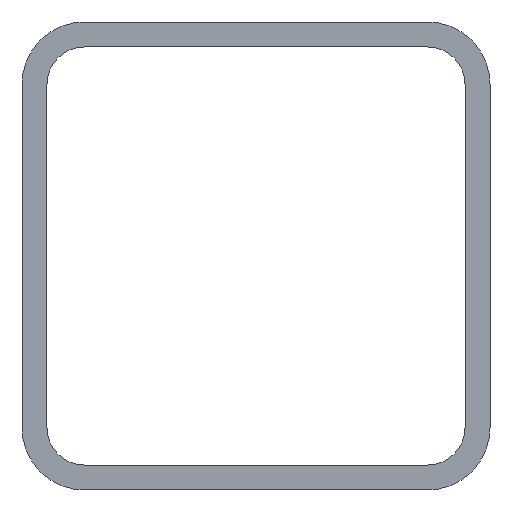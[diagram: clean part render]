
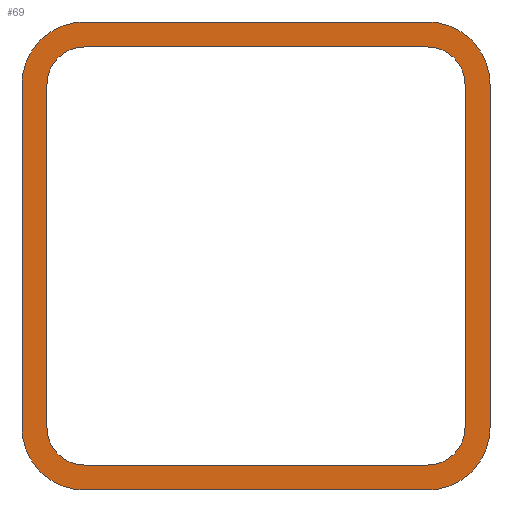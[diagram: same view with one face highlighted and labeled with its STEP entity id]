
A CAD part, left-side view. The second image highlights one B-rep face of the part: STEP entity #69.
In plain terms, the highlighted planar face has unit normal (-1, 0, 0).
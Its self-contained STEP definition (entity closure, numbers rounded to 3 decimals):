
#4 = VERTEX_POINT ( 'NONE', #621 ) ;
#5 = EDGE_CURVE ( 'NONE', #311, #4, #519, .T. ) ;
#7 = LINE ( 'NONE', #197, #392 ) ;
#8 = CIRCLE ( 'NONE', #561, 10. ) ;
#10 = ORIENTED_EDGE ( 'NONE', *, *, #343, .F. ) ;
#12 = CARTESIAN_POINT ( 'NONE',  ( -1680.5, 33.5, 27.5 ) ) ;
#20 = AXIS2_PLACEMENT_3D ( 'NONE', #387, #40, #138 ) ;
#37 = CARTESIAN_POINT ( 'NONE',  ( -1680.5, 37.5, -27.5 ) ) ;
#39 = ORIENTED_EDGE ( 'NONE', *, *, #369, .F. ) ;
#40 = DIRECTION ( 'NONE',  ( -1., 0., 0. ) ) ;
#45 = VERTEX_POINT ( 'NONE', #221 ) ;
#48 = AXIS2_PLACEMENT_3D ( 'NONE', #200, #546, #188 ) ;
#53 = VERTEX_POINT ( 'NONE', #68 ) ;
#67 = AXIS2_PLACEMENT_3D ( 'NONE', #553, #416, #225 ) ;
#68 = CARTESIAN_POINT ( 'NONE',  ( -1680.5, 37.5, -27.5 ) ) ;
#69 = ADVANCED_FACE ( 'NONE', ( #201, #554 ), #521, .F. ) ;
#79 = CARTESIAN_POINT ( 'NONE',  ( -1680.5, -37.5, -27.5 ) ) ;
#84 = CARTESIAN_POINT ( 'NONE',  ( -1680.5, -27.5, 33.5 ) ) ;
#87 = EDGE_LOOP ( 'NONE', ( #516, #10, #249, #39, #406, #377, #330, #401 ) ) ;
#91 = CIRCLE ( 'NONE', #48, 6. ) ;
#94 = EDGE_CURVE ( 'NONE', #332, #552, #7, .T. ) ;
#113 = CIRCLE ( 'NONE', #638, 6. ) ;
#114 = CIRCLE ( 'NONE', #407, 10. ) ;
#118 = VERTEX_POINT ( 'NONE', #272 ) ;
#127 = VERTEX_POINT ( 'NONE', #12 ) ;
#132 = AXIS2_PLACEMENT_3D ( 'NONE', #600, #241, #590 ) ;
#133 = ORIENTED_EDGE ( 'NONE', *, *, #453, .T. ) ;
#138 = DIRECTION ( 'NONE',  ( 0., 1., 0. ) ) ;
#139 = EDGE_CURVE ( 'NONE', #514, #294, #113, .T. ) ;
#151 = ORIENTED_EDGE ( 'NONE', *, *, #597, .T. ) ;
#154 = CARTESIAN_POINT ( 'NONE',  ( -1680.5, -27.5, 27.5 ) ) ;
#171 = CARTESIAN_POINT ( 'NONE',  ( -1680.5, -27.5, -37.5 ) ) ;
#182 = CARTESIAN_POINT ( 'NONE',  ( -1680.5, 33.5, -27.5 ) ) ;
#188 = DIRECTION ( 'NONE',  ( 0., 1., 0. ) ) ;
#190 = ORIENTED_EDGE ( 'NONE', *, *, #543, .T. ) ;
#191 = LINE ( 'NONE', #588, #641 ) ;
#197 = CARTESIAN_POINT ( 'NONE',  ( -1680.5, 27.5, -37.5 ) ) ;
#198 = VERTEX_POINT ( 'NONE', #281 ) ;
#200 = CARTESIAN_POINT ( 'NONE',  ( -1680.5, 27.5, 27.5 ) ) ;
#201 = FACE_OUTER_BOUND ( 'NONE', #511, .T. ) ;
#203 = CARTESIAN_POINT ( 'NONE',  ( -1680.5, -33.5, 27.5 ) ) ;
#219 = CARTESIAN_POINT ( 'NONE',  ( -1680.5, -27.5, 27.5 ) ) ;
#221 = CARTESIAN_POINT ( 'NONE',  ( -1680.5, 27.5, 33.5 ) ) ;
#225 = DIRECTION ( 'NONE',  ( 0., -1., 0. ) ) ;
#228 = VECTOR ( 'NONE', #293, 1000. ) ;
#232 = DIRECTION ( 'NONE',  ( 0., 0., 1. ) ) ;
#233 = ORIENTED_EDGE ( 'NONE', *, *, #338, .T. ) ;
#235 = CARTESIAN_POINT ( 'NONE',  ( -1680.5, -27.5, -27.5 ) ) ;
#236 = VECTOR ( 'NONE', #491, 1000. ) ;
#241 = DIRECTION ( 'NONE',  ( -1., 0., 0. ) ) ;
#242 = ORIENTED_EDGE ( 'NONE', *, *, #612, .T. ) ;
#247 = CARTESIAN_POINT ( 'NONE',  ( -1680.5, 27.5, -33.5 ) ) ;
#249 = ORIENTED_EDGE ( 'NONE', *, *, #472, .F. ) ;
#263 = DIRECTION ( 'NONE',  ( 0., 1., 0. ) ) ;
#270 = CIRCLE ( 'NONE', #20, 10. ) ;
#272 = CARTESIAN_POINT ( 'NONE',  ( -1680.5, -27.5, 37.5 ) ) ;
#273 = CARTESIAN_POINT ( 'NONE',  ( -1680.5, -27.5, -33.5 ) ) ;
#281 = CARTESIAN_POINT ( 'NONE',  ( -1680.5, 27.5, 37.5 ) ) ;
#287 = DIRECTION ( 'NONE',  ( 0., 1., 0. ) ) ;
#293 = DIRECTION ( 'NONE',  ( 0., 0., -1. ) ) ;
#294 = VERTEX_POINT ( 'NONE', #84 ) ;
#310 = DIRECTION ( 'NONE',  ( -1., 0., 0. ) ) ;
#311 = VERTEX_POINT ( 'NONE', #273 ) ;
#317 = CARTESIAN_POINT ( 'NONE',  ( -1680.5, 27.5, 27.5 ) ) ;
#326 = LINE ( 'NONE', #79, #510 ) ;
#330 = ORIENTED_EDGE ( 'NONE', *, *, #5, .F. ) ;
#332 = VERTEX_POINT ( 'NONE', #527 ) ;
#335 = DIRECTION ( 'NONE',  ( 0., 0., 1. ) ) ;
#338 = EDGE_CURVE ( 'NONE', #587, #432, #326, .T. ) ;
#343 = EDGE_CURVE ( 'NONE', #127, #441, #433, .T. ) ;
#347 = DIRECTION ( 'NONE',  ( 1., 0., 0. ) ) ;
#351 = CARTESIAN_POINT ( 'NONE',  ( -1680.5, 33.5, -27.5 ) ) ;
#352 = DIRECTION ( 'NONE',  ( 0., -1., 0. ) ) ;
#353 = DIRECTION ( 'NONE',  ( 0., 1., 0. ) ) ;
#360 = DIRECTION ( 'NONE',  ( 0., 1., 0. ) ) ;
#369 = EDGE_CURVE ( 'NONE', #294, #45, #642, .T. ) ;
#377 = ORIENTED_EDGE ( 'NONE', *, *, #422, .F. ) ;
#387 = CARTESIAN_POINT ( 'NONE',  ( -1680.5, 27.5, 27.5 ) ) ;
#388 = EDGE_CURVE ( 'NONE', #541, #311, #440, .T. ) ;
#392 = VECTOR ( 'NONE', #465, 1000. ) ;
#401 = ORIENTED_EDGE ( 'NONE', *, *, #388, .F. ) ;
#406 = ORIENTED_EDGE ( 'NONE', *, *, #139, .F. ) ;
#407 = AXIS2_PLACEMENT_3D ( 'NONE', #235, #310, #360 ) ;
#414 = CARTESIAN_POINT ( 'NONE',  ( -1680.5, 27.5, 37.5 ) ) ;
#416 = DIRECTION ( 'NONE',  ( -1., 0., 0. ) ) ;
#418 = CIRCLE ( 'NONE', #132, 6. ) ;
#422 = EDGE_CURVE ( 'NONE', #4, #514, #191, .T. ) ;
#429 = DIRECTION ( 'NONE',  ( -1., 0., 0. ) ) ;
#432 = VERTEX_POINT ( 'NONE', #593 ) ;
#433 = LINE ( 'NONE', #182, #228 ) ;
#440 = LINE ( 'NONE', #247, #236 ) ;
#441 = VERTEX_POINT ( 'NONE', #351 ) ;
#442 = CARTESIAN_POINT ( 'NONE',  ( -1680.5, 27.5, 33.5 ) ) ;
#445 = DIRECTION ( 'NONE',  ( 0., 0., -1. ) ) ;
#453 = EDGE_CURVE ( 'NONE', #650, #53, #542, .T. ) ;
#458 = CARTESIAN_POINT ( 'NONE',  ( -1680.5, 27.5, -33.5 ) ) ;
#463 = CIRCLE ( 'NONE', #67, 10. ) ;
#465 = DIRECTION ( 'NONE',  ( 0., -1., 0. ) ) ;
#466 = LINE ( 'NONE', #414, #547 ) ;
#468 = CARTESIAN_POINT ( 'NONE',  ( -1680.5, -37.5, -27.5 ) ) ;
#472 = EDGE_CURVE ( 'NONE', #45, #127, #91, .T. ) ;
#491 = DIRECTION ( 'NONE',  ( 0., -1., 0. ) ) ;
#492 = EDGE_CURVE ( 'NONE', #198, #650, #270, .T. ) ;
#493 = ORIENTED_EDGE ( 'NONE', *, *, #492, .T. ) ;
#510 = VECTOR ( 'NONE', #232, 1000. ) ;
#511 = EDGE_LOOP ( 'NONE', ( #493, #133, #190, #539, #242, #233, #151, #585 ) ) ;
#514 = VERTEX_POINT ( 'NONE', #203 ) ;
#515 = CARTESIAN_POINT ( 'NONE',  ( -1680.5, 37.5, 27.5 ) ) ;
#516 = ORIENTED_EDGE ( 'NONE', *, *, #526, .F. ) ;
#519 = CIRCLE ( 'NONE', #559, 6. ) ;
#521 = PLANE ( 'NONE',  #614 ) ;
#526 = EDGE_CURVE ( 'NONE', #441, #541, #418, .T. ) ;
#527 = CARTESIAN_POINT ( 'NONE',  ( -1680.5, 27.5, -37.5 ) ) ;
#539 = ORIENTED_EDGE ( 'NONE', *, *, #94, .T. ) ;
#541 = VERTEX_POINT ( 'NONE', #458 ) ;
#542 = LINE ( 'NONE', #37, #648 ) ;
#543 = EDGE_CURVE ( 'NONE', #53, #332, #463, .T. ) ;
#546 = DIRECTION ( 'NONE',  ( -1., 0., 0. ) ) ;
#547 = VECTOR ( 'NONE', #353, 1000. ) ;
#552 = VERTEX_POINT ( 'NONE', #171 ) ;
#553 = CARTESIAN_POINT ( 'NONE',  ( -1680.5, 27.5, -27.5 ) ) ;
#554 = FACE_BOUND ( 'NONE', #87, .T. ) ;
#559 = AXIS2_PLACEMENT_3D ( 'NONE', #578, #429, #263 ) ;
#561 = AXIS2_PLACEMENT_3D ( 'NONE', #219, #613, #632 ) ;
#578 = CARTESIAN_POINT ( 'NONE',  ( -1680.5, -27.5, -27.5 ) ) ;
#585 = ORIENTED_EDGE ( 'NONE', *, *, #635, .T. ) ;
#587 = VERTEX_POINT ( 'NONE', #468 ) ;
#588 = CARTESIAN_POINT ( 'NONE',  ( -1680.5, -33.5, -27.5 ) ) ;
#590 = DIRECTION ( 'NONE',  ( 0., -1., 0. ) ) ;
#591 = VECTOR ( 'NONE', #287, 1000. ) ;
#593 = CARTESIAN_POINT ( 'NONE',  ( -1680.5, -37.5, 27.5 ) ) ;
#594 = DIRECTION ( 'NONE',  ( -1., 0., 0. ) ) ;
#597 = EDGE_CURVE ( 'NONE', #432, #118, #8, .T. ) ;
#600 = CARTESIAN_POINT ( 'NONE',  ( -1680.5, 27.5, -27.5 ) ) ;
#612 = EDGE_CURVE ( 'NONE', #552, #587, #114, .T. ) ;
#613 = DIRECTION ( 'NONE',  ( -1., 0., 0. ) ) ;
#614 = AXIS2_PLACEMENT_3D ( 'NONE', #317, #347, #652 ) ;
#621 = CARTESIAN_POINT ( 'NONE',  ( -1680.5, -33.5, -27.5 ) ) ;
#632 = DIRECTION ( 'NONE',  ( 0., -1., 0. ) ) ;
#635 = EDGE_CURVE ( 'NONE', #118, #198, #466, .T. ) ;
#638 = AXIS2_PLACEMENT_3D ( 'NONE', #154, #594, #352 ) ;
#641 = VECTOR ( 'NONE', #335, 1000. ) ;
#642 = LINE ( 'NONE', #442, #591 ) ;
#648 = VECTOR ( 'NONE', #445, 1000. ) ;
#650 = VERTEX_POINT ( 'NONE', #515 ) ;
#652 = DIRECTION ( 'NONE',  ( 0., 1., 0. ) ) ;
